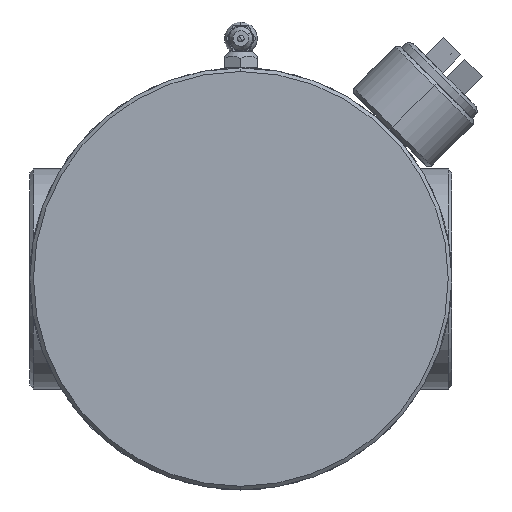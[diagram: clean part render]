
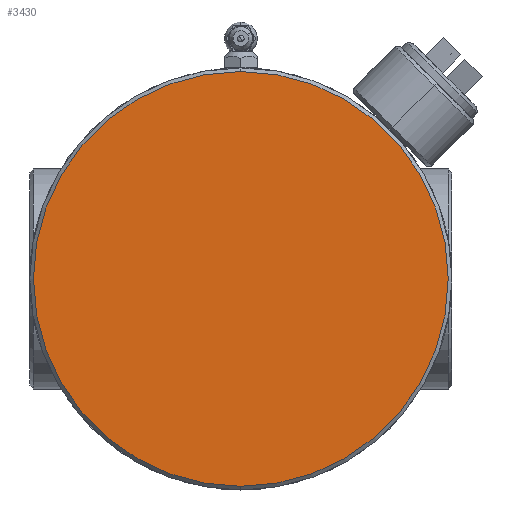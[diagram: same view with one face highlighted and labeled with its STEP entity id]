
A CAD part, left-side view. The second image highlights one B-rep face of the part: STEP entity #3430.
In plain terms, the highlighted planar face has unit normal (-1, 0, 0).
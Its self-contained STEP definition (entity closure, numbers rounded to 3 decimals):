
#695 = EDGE_CURVE ( 'NONE', #3880, #5729, #5570, .T. ) ;
#1379 = DIRECTION ( 'NONE',  ( 0., 0., 1. ) ) ;
#1390 = CARTESIAN_POINT ( 'NONE',  ( -68., 0., 0. ) ) ;
#2179 = FACE_OUTER_BOUND ( 'NONE', #3700, .T. ) ;
#2439 = AXIS2_PLACEMENT_3D ( 'NONE', #8778, #7161, #1379 ) ;
#2775 = CARTESIAN_POINT ( 'NONE',  ( -68., 0., 0. ) ) ;
#3173 = CARTESIAN_POINT ( 'NONE',  ( -68., 0., -56.5 ) ) ;
#3430 = ADVANCED_FACE ( 'NONE', ( #2179 ), #5488, .T. ) ;
#3700 = EDGE_LOOP ( 'NONE', ( #8781, #8584 ) ) ;
#3880 = VERTEX_POINT ( 'NONE', #3173 ) ;
#4110 = CIRCLE ( 'NONE', #8749, 56.5 ) ;
#5488 = PLANE ( 'NONE',  #2439 ) ;
#5570 = CIRCLE ( 'NONE', #7128, 56.5 ) ;
#5729 = VERTEX_POINT ( 'NONE', #9554 ) ;
#6069 = DIRECTION ( 'NONE',  ( -1., 0., 0. ) ) ;
#7128 = AXIS2_PLACEMENT_3D ( 'NONE', #2775, #6069, #8559 ) ;
#7161 = DIRECTION ( 'NONE',  ( -1., 0., 0. ) ) ;
#8559 = DIRECTION ( 'NONE',  ( 0., 0., 1. ) ) ;
#8584 = ORIENTED_EDGE ( 'NONE', *, *, #8800, .T. ) ;
#8731 = DIRECTION ( 'NONE',  ( 0., 0., 1. ) ) ;
#8749 = AXIS2_PLACEMENT_3D ( 'NONE', #1390, #9470, #8731 ) ;
#8778 = CARTESIAN_POINT ( 'NONE',  ( -68., 0., 56.5 ) ) ;
#8781 = ORIENTED_EDGE ( 'NONE', *, *, #695, .T. ) ;
#8800 = EDGE_CURVE ( 'NONE', #5729, #3880, #4110, .T. ) ;
#9470 = DIRECTION ( 'NONE',  ( -1., 0., 0. ) ) ;
#9554 = CARTESIAN_POINT ( 'NONE',  ( -68., 0., 56.5 ) ) ;
